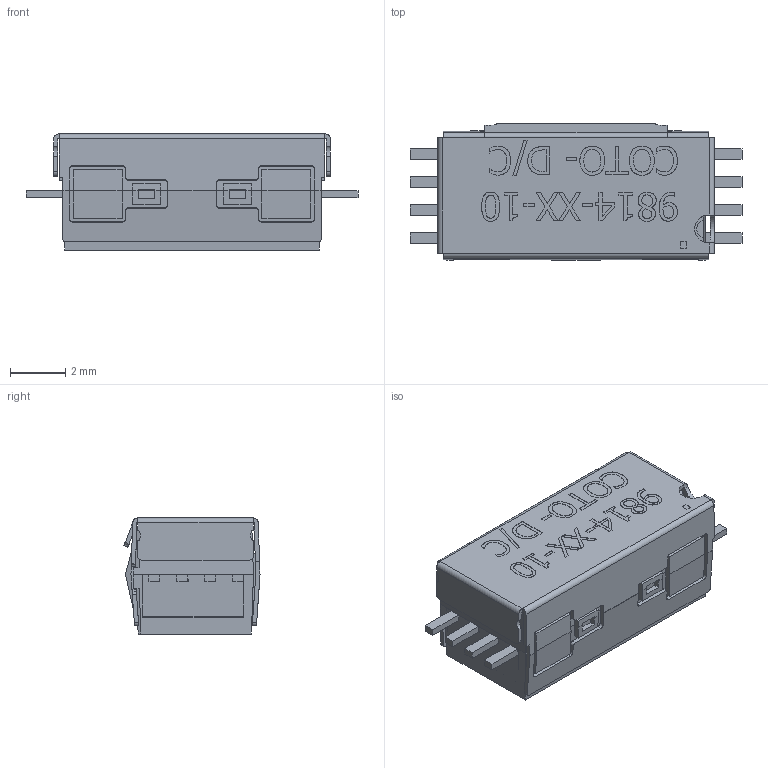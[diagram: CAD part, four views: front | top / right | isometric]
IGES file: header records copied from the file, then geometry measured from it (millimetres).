
Global section: file name: No Iges File Name specified; native system: Autodesk Inventor 2011; preprocessor: AutoDesk Inventor Iges Exporter R2011; author: odafonseca; date: 20120917.115427; units: inch
Bounding box: 12.06 x 4.94 x 4.22 mm (x, y, z)
Volume: 126.1 mm3; surface area: 445.1 mm2
Topology: 1 solids, 2 shells, 526 faces, 1463 edges, 962 vertices
Faces by surface type: plane 335, bspline 130, revolution 34, cylinder 27
